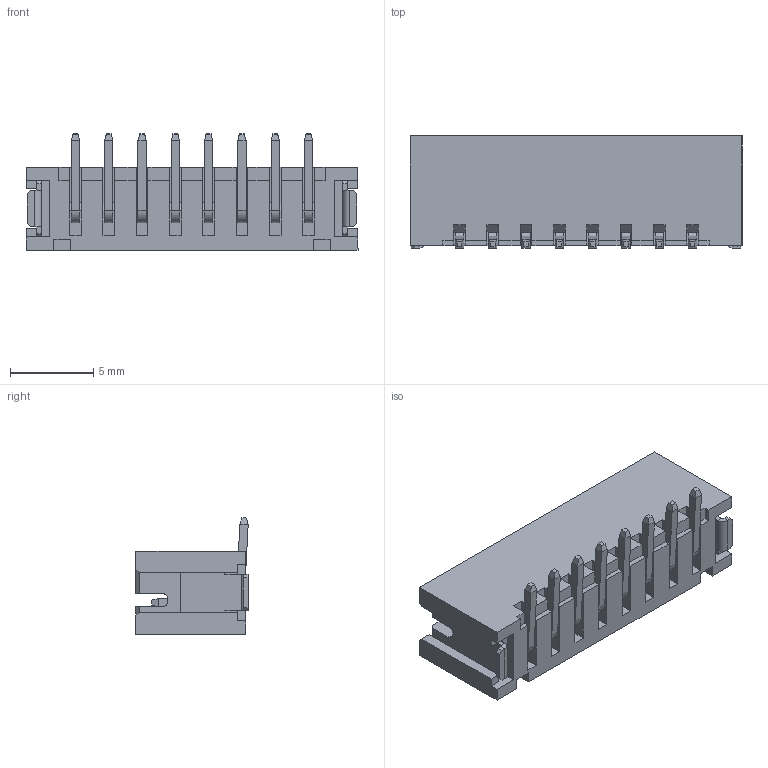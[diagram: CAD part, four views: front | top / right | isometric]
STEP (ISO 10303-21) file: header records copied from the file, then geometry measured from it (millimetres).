
FILE_DESCRIPTION (( 'STEP AP214' ), '1' );
FILE_NAME ('B8B-PH-SM4-TBT (LF)(SN).STEP', '2023-11-26T21:44:59', ( '' ), ( '' ), 'SwSTEP 2.0', 'SolidWorks 2021', '' );
FILE_SCHEMA (( 'AUTOMOTIVE_DESIGN' ));
Length unit declared in the file: millimetre
Products named in the file (4): BxB-PH-SM4 pin; BxB-PH-SM4 body_8; BxB-PH-SM4 tab; B8B-PH-SM4-TBT (LF)(SN)
Assembly tree (11 placements, depth 2):
  B8B-PH-SM4-TBT (LF)(SN)
    BxB-PH-SM4 body_8
    BxB-PH-SM4 tab  x2
    BxB-PH-SM4 pin  x8
Bounding box: 19.95 x 6.75 x 7 mm (x, y, z)
Volume: 305.6 mm3; surface area: 1003.1 mm2
Topology: 11 solids, 11 shells, 464 faces, 1182 edges, 736 vertices
Faces by surface type: plane 440, cylinder 24
Entity records: 9412 total; most frequent: CARTESIAN_POINT 1660, ORIENTED_EDGE 1644, DIRECTION 1442, EDGE_CURVE 822, VECTOR 806, LINE 806, VERTEX_POINT 536, AXIS2_PLACEMENT_3D 318
